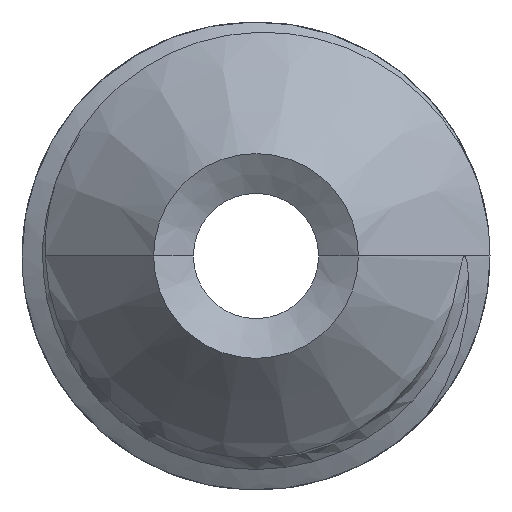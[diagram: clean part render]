
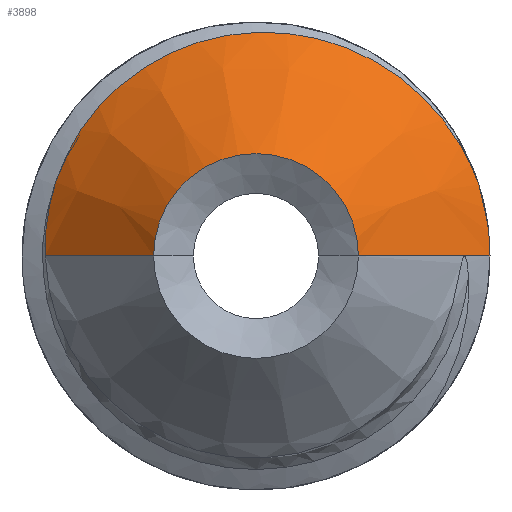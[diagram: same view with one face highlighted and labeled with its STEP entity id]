
A CAD part, left-side view. The second image highlights one B-rep face of the part: STEP entity #3898.
In plain terms, the highlighted conical face has half-angle 45 degrees and reference radius 1.438 mm.
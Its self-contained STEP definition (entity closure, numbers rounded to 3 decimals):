
#606=CARTESIAN_POINT('',(1.125,0.,0.));
#607=DIRECTION('',(1.,0.,0.));
#608=DIRECTION('',(0.,-0.952,0.305));
#609=AXIS2_PLACEMENT_3D('',#606,#607,#608);
#1448=CARTESIAN_POINT('',(0.95,1.712,
0.633));
#1449=CARTESIAN_POINT('',(0.953,1.684,
0.718));
#1450=CARTESIAN_POINT('',(0.96,1.616,
0.884));
#1451=CARTESIAN_POINT('',(0.971,1.479,1.115));
#1452=CARTESIAN_POINT('',(0.981,1.307,1.328));
#1453=CARTESIAN_POINT('',(0.992,1.102,1.515));
#1454=CARTESIAN_POINT('',(1.002,0.869,1.671));
#1455=CARTESIAN_POINT('',(1.012,0.62,1.79));
#1456=CARTESIAN_POINT('',(1.023,0.357,1.871));
#1457=CARTESIAN_POINT('',(1.033,0.084,1.913));
#1458=CARTESIAN_POINT('',(1.043,-0.196,
1.915));
#1459=CARTESIAN_POINT('',(1.053,-0.473,
1.876));
#1460=CARTESIAN_POINT('',(1.064,-0.742,
1.798));
#1461=CARTESIAN_POINT('',(1.074,-1.001,1.68));
#1462=CARTESIAN_POINT('',(1.084,-1.242,1.524));
#1463=CARTESIAN_POINT('',(1.095,-1.457,1.335));
#1464=CARTESIAN_POINT('',(1.105,-1.641,1.119));
#1465=CARTESIAN_POINT('',(1.115,-1.794,
0.877));
#1466=CARTESIAN_POINT('',(1.122,-1.872,
0.701));
#1467=CARTESIAN_POINT('',(1.125,-1.905,0.61));
#1541=DIRECTION('',(0.707,0.707,0.));
#1542=VECTOR('',#1541,1.31);
#1543=CARTESIAN_POINT('',(0.,0.875,0.));
#1544=LINE('',#1543,#1542);
#1545=DIRECTION('',(0.707,-0.707,0.));
#1546=VECTOR('',#1545,1.591);
#1547=CARTESIAN_POINT('',(0.,-0.875,0.));
#1548=LINE('',#1547,#1546);
#1549=CARTESIAN_POINT('',(0.,0.,0.));
#1550=DIRECTION('',(1.,0.,0.));
#1551=DIRECTION('',(0.,1.,0.));
#1552=AXIS2_PLACEMENT_3D('',#1549,#1550,#1551);
#1749=CARTESIAN_POINT('',(0.926,1.801,
0.));
#1750=CARTESIAN_POINT('',(0.929,1.804,
0.071));
#1751=CARTESIAN_POINT('',(0.934,1.801,
0.213));
#1752=CARTESIAN_POINT('',(0.942,1.771,
0.426));
#1753=CARTESIAN_POINT('',(0.947,1.734,
0.564));
#1754=CARTESIAN_POINT('',(0.95,1.712,
0.633));
#1900=CARTESIAN_POINT('',(1.125,-2.,0.));
#1902=VERTEX_POINT('',#1900);
#1904=CARTESIAN_POINT('',(0.,0.875,0.));
#1905=CARTESIAN_POINT('',(0.926,1.801,
0.));
#1906=VERTEX_POINT('',#1904);
#1907=VERTEX_POINT('',#1905);
#1908=CARTESIAN_POINT('',(0.,-0.875,0.));
#1909=VERTEX_POINT('',#1908);
#1942=CARTESIAN_POINT('',(1.125,-1.905,0.61));
#1943=VERTEX_POINT('',#1942);
#1955=VERTEX_POINT('',#1754);
#3881=CARTESIAN_POINT('',(0.563,0.,0.));
#3882=DIRECTION('',(1.,0.,0.));
#3883=DIRECTION('',(0.,-1.,0.));
#3884=AXIS2_PLACEMENT_3D('',#3881,#3882,#3883);
#3885=CONICAL_SURFACE('',#3884,1.438,45.);
#3887=ORIENTED_EDGE('',*,*,#3886,.T.);
#3889=ORIENTED_EDGE('',*,*,#3888,.T.);
#3890=ORIENTED_EDGE('',*,*,#3870,.T.);
#3891=ORIENTED_EDGE('',*,*,#2113,.T.);
#3893=ORIENTED_EDGE('',*,*,#3892,.F.);
#3895=ORIENTED_EDGE('',*,*,#3894,.F.);
#3896=EDGE_LOOP('',(#3887,#3889,#3890,#3891,#3893,#3895));
#3897=FACE_OUTER_BOUND('',#3896,.F.);
#610=CIRCLE('',#609,2.);
#1468=B_SPLINE_CURVE_WITH_KNOTS('',3,(#1448,#1449,#1450,#1451,#1452,#1453,#1454,
#1455,#1456,#1457,#1458,#1459,#1460,#1461,#1462,#1463,#1464,#1465,#1466,#1467),
.UNSPECIFIED.,.F.,.F.,(4,1,1,1,1,1,1,1,1,1,1,1,1,1,1,1,1,4),(0.,
0.059,0.118,0.176,0.235,
0.294,0.353,0.412,0.471,
0.529,0.588,0.647,0.706,
0.765,0.824,0.882,0.941,1.),
.UNSPECIFIED.);
#1553=CIRCLE('',#1552,0.875);
#1755=B_SPLINE_CURVE_WITH_KNOTS('',3,(#1749,#1750,#1751,#1752,#1753,#1754),
.UNSPECIFIED.,.F.,.F.,(4,1,1,4),(0.,0.333,0.667,1.),
.UNSPECIFIED.);
#2113=EDGE_CURVE('',#1943,#1902,#610,.T.);
#3870=EDGE_CURVE('',#1955,#1943,#1468,.T.);
#3886=EDGE_CURVE('',#1906,#1907,#1544,.T.);
#3888=EDGE_CURVE('',#1907,#1955,#1755,.T.);
#3892=EDGE_CURVE('',#1909,#1902,#1548,.T.);
#3894=EDGE_CURVE('',#1906,#1909,#1553,.T.);
#3898=ADVANCED_FACE('',(#3897),#3885,.T.);
